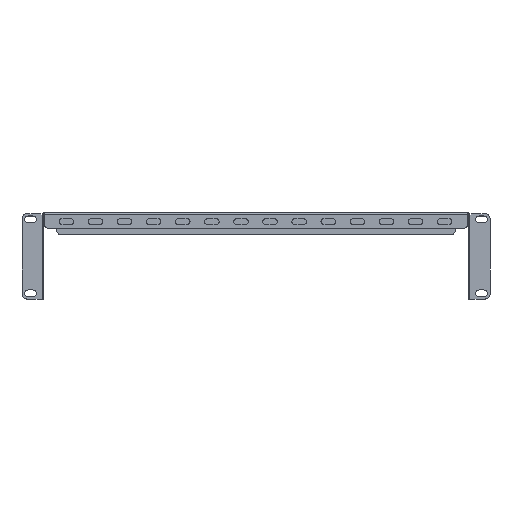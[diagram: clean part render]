
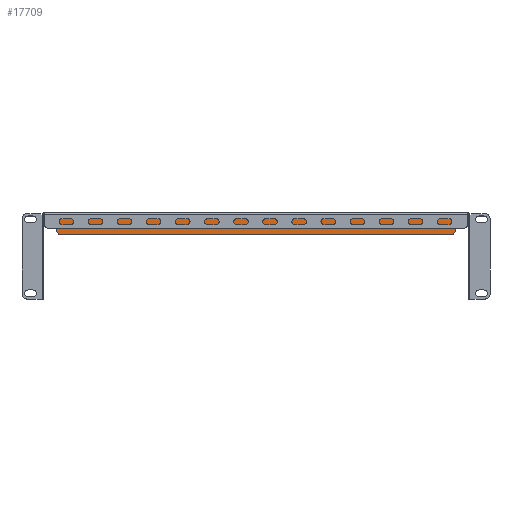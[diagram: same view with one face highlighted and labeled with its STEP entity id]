
A CAD part, top view. The second image highlights one B-rep face of the part: STEP entity #17709.
In plain terms, the highlighted planar face has unit normal (0, 0, 1).
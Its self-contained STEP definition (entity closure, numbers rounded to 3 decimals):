
#1710 = VERTEX_POINT ( 'NONE', #19421 ) ;
#1977 = ORIENTED_EDGE ( 'NONE', *, *, #6098, .F. ) ;
#2237 = AXIS2_PLACEMENT_3D ( 'NONE', #28866, #12290, #5755 ) ;
#2925 = VERTEX_POINT ( 'NONE', #22484 ) ;
#2956 = AXIS2_PLACEMENT_3D ( 'NONE', #29864, #11165, #22686 ) ;
#3336 = CARTESIAN_POINT ( 'NONE',  ( -205.6, -21.6, 0. ) ) ;
#4340 = AXIS2_PLACEMENT_3D ( 'NONE', #3336, #28579, #14741 ) ;
#4498 = DIRECTION ( 'NONE',  ( -1., 0., 0. ) ) ;
#5043 = VECTOR ( 'NONE', #13838, 1000. ) ;
#5755 = DIRECTION ( 'NONE',  ( 0., -1., 0. ) ) ;
#6098 = EDGE_CURVE ( 'NONE', #2925, #15802, #23792, .T. ) ;
#6163 = DIRECTION ( 'NONE',  ( 0., -1., 0. ) ) ;
#6228 = VECTOR ( 'NONE', #6163, 1000. ) ;
#8622 = CARTESIAN_POINT ( 'NONE',  ( 205.6, -21.6, 0. ) ) ;
#9459 = VERTEX_POINT ( 'NONE', #27448 ) ;
#9620 = FACE_OUTER_BOUND ( 'NONE', #10433, .T. ) ;
#9625 = VERTEX_POINT ( 'NONE', #9911 ) ;
#9911 = CARTESIAN_POINT ( 'NONE',  ( -200.6, -21.6, 0. ) ) ;
#10020 = VECTOR ( 'NONE', #16645, 1000. ) ;
#10228 = LINE ( 'NONE', #8622, #6228 ) ;
#10433 = EDGE_LOOP ( 'NONE', ( #29125, #25221, #17435, #24646, #22422, #1977 ) ) ;
#10829 = EDGE_CURVE ( 'NONE', #1710, #9625, #14674, .T. ) ;
#11165 = DIRECTION ( 'NONE',  ( 0., 0., 1. ) ) ;
#12007 = EDGE_CURVE ( 'NONE', #26530, #9625, #19312, .T. ) ;
#12290 = DIRECTION ( 'NONE',  ( 0., 0., 1. ) ) ;
#13236 = CIRCLE ( 'NONE', #2956, 5. ) ;
#13838 = DIRECTION ( 'NONE',  ( 0., 1., 0. ) ) ;
#14017 = EDGE_CURVE ( 'NONE', #15802, #9459, #10228, .T. ) ;
#14674 = CIRCLE ( 'NONE', #2237, 5. ) ;
#14741 = DIRECTION ( 'NONE',  ( 0., -1., 0. ) ) ;
#14956 = PLANE ( 'NONE',  #4340 ) ;
#15802 = VERTEX_POINT ( 'NONE', #18273 ) ;
#16645 = DIRECTION ( 'NONE',  ( 1., 0., 0. ) ) ;
#17435 = ORIENTED_EDGE ( 'NONE', *, *, #12007, .F. ) ;
#17709 = ADVANCED_FACE ( 'NONE', ( #9620 ), #14956, .T. ) ;
#18273 = CARTESIAN_POINT ( 'NONE',  ( 205.6, -1.7, 0. ) ) ;
#18439 = EDGE_CURVE ( 'NONE', #26530, #9459, #13236, .T. ) ;
#19312 = LINE ( 'NONE', #27632, #28700 ) ;
#19421 = CARTESIAN_POINT ( 'NONE',  ( -205.6, -16.6, 0. ) ) ;
#20307 = EDGE_CURVE ( 'NONE', #1710, #2925, #28630, .T. ) ;
#22422 = ORIENTED_EDGE ( 'NONE', *, *, #14017, .F. ) ;
#22484 = CARTESIAN_POINT ( 'NONE',  ( -205.6, -1.7, 0. ) ) ;
#22686 = DIRECTION ( 'NONE',  ( 0., -1., 0. ) ) ;
#23005 = CARTESIAN_POINT ( 'NONE',  ( -205.6, -1.2, 0. ) ) ;
#23688 = CARTESIAN_POINT ( 'NONE',  ( -205.6, -1.7, 0. ) ) ;
#23792 = LINE ( 'NONE', #23688, #10020 ) ;
#24646 = ORIENTED_EDGE ( 'NONE', *, *, #18439, .T. ) ;
#25221 = ORIENTED_EDGE ( 'NONE', *, *, #10829, .T. ) ;
#26530 = VERTEX_POINT ( 'NONE', #28809 ) ;
#27448 = CARTESIAN_POINT ( 'NONE',  ( 205.6, -16.6, 0. ) ) ;
#27632 = CARTESIAN_POINT ( 'NONE',  ( -205.6, -21.6, 0. ) ) ;
#28579 = DIRECTION ( 'NONE',  ( 0., 0., 1. ) ) ;
#28630 = LINE ( 'NONE', #23005, #5043 ) ;
#28700 = VECTOR ( 'NONE', #4498, 1000. ) ;
#28809 = CARTESIAN_POINT ( 'NONE',  ( 200.6, -21.6, 0. ) ) ;
#28866 = CARTESIAN_POINT ( 'NONE',  ( -200.6, -16.6, 0. ) ) ;
#29125 = ORIENTED_EDGE ( 'NONE', *, *, #20307, .F. ) ;
#29864 = CARTESIAN_POINT ( 'NONE',  ( 200.6, -16.6, 0. ) ) ;
